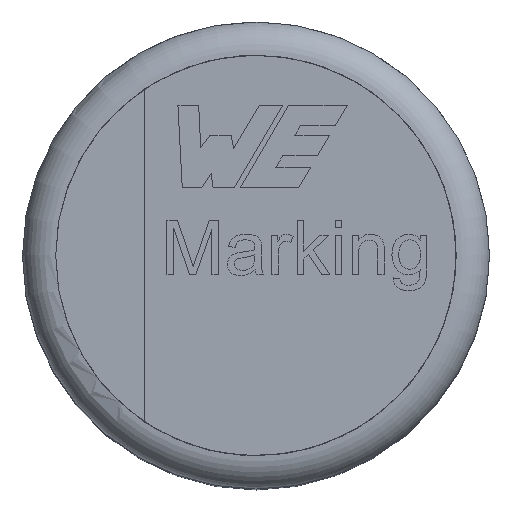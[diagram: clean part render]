
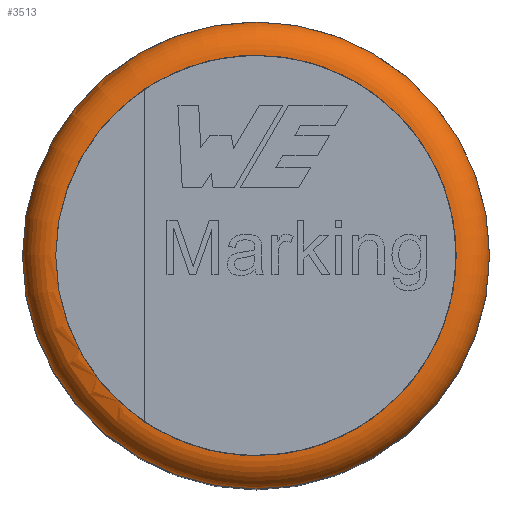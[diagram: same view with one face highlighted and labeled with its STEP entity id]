
A CAD part, top view. The second image highlights one B-rep face of the part: STEP entity #3513.
In plain terms, the highlighted toroidal (fillet/blend) face has major radius 2.702 mm and minor radius 0.448 mm.
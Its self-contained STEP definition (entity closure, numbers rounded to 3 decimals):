
#36=TOROIDAL_SURFACE('',#3692,2.702,0.448);
#205=CIRCLE('',#3688,2.702);
#206=CIRCLE('',#3690,3.15);
#208=CIRCLE('',#3693,2.702);
#364=ORIENTED_EDGE('',*,*,#974,.T.);
#365=ORIENTED_EDGE('',*,*,#1050,.T.);
#366=ORIENTED_EDGE('',*,*,#1048,.F.);
#974=EDGE_CURVE('',#1317,#1318,#205,.T.);
#1048=EDGE_CURVE('',#1391,#1391,#206,.T.);
#1050=EDGE_CURVE('',#1318,#1317,#208,.T.);
#1317=VERTEX_POINT('',#4530);
#1318=VERTEX_POINT('',#4531);
#1391=VERTEX_POINT('',#4962);
#1860=EDGE_LOOP('',(#364,#365));
#1861=EDGE_LOOP('',(#366));
#2091=FACE_BOUND('',#1860,.T.);
#2092=FACE_BOUND('',#1861,.T.);
#3513=ADVANCED_FACE('',(#2091,#2092),#36,.T.);
#3688=AXIS2_PLACEMENT_3D('',#4529,#3925,#3926);
#3690=AXIS2_PLACEMENT_3D('',#4961,#3943,#3944);
#3692=AXIS2_PLACEMENT_3D('',#4965,#3947,#3948);
#3693=AXIS2_PLACEMENT_3D('',#4966,#3949,#3950);
#3925=DIRECTION('',(0.,0.,-1.));
#3926=DIRECTION('',(-1.,0.,0.));
#3943=DIRECTION('',(0.,0.,-1.));
#3944=DIRECTION('',(-1.,0.,0.));
#3947=DIRECTION('',(0.,0.,-1.));
#3948=DIRECTION('',(-1.,0.,0.));
#3949=DIRECTION('',(0.,0.,-1.));
#3950=DIRECTION('',(1.,0.,0.));
#4529=CARTESIAN_POINT('',(0.,0.,8.11));
#4530=CARTESIAN_POINT('',(-1.5,2.247,8.11));
#4531=CARTESIAN_POINT('',(-1.5,-2.247,8.11));
#4961=CARTESIAN_POINT('',(0.,0.,7.662));
#4962=CARTESIAN_POINT('',(-3.15,0.,7.662));
#4965=CARTESIAN_POINT('',(0.,0.,7.662));
#4966=CARTESIAN_POINT('',(0.,0.,8.11));
